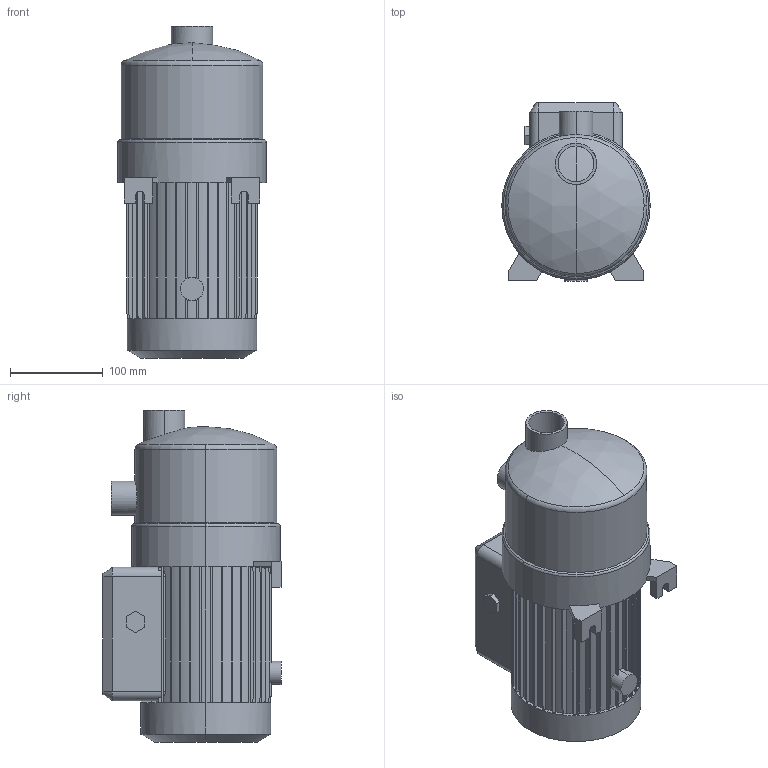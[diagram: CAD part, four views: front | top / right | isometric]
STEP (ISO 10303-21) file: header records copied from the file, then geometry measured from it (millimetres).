
FILE_DESCRIPTION (( 'STEP AP203' ), '1' );
FILE_NAME ('10010801swp00.step', '2023-05-02T13:44:28', ( '' ), ( '' ), 'SwSTEP 2.0', 'SolidWorks 2020', '' );
FILE_SCHEMA (( 'CONFIG_CONTROL_DESIGN' ));
Length unit declared in the file: millimetre
Products named in the file (1): 10010801swp00
Bounding box: 160 x 192 x 358 mm (x, y, z)
Volume: 6116165.5 mm3; surface area: 263273.4 mm2
Topology: 2 solids, 2 shells, 322 faces, 918 edges, 605 vertices
Faces by surface type: plane 267, cylinder 39, cone 8, torus 4, sphere 4
Entity records: 11014 total; most frequent: CARTESIAN_POINT 2471, ORIENTED_EDGE 1836, DIRECTION 1678, EDGE_CURVE 918, LINE 744, VECTOR 744, VERTEX_POINT 605, AXIS2_PLACEMENT_3D 467
